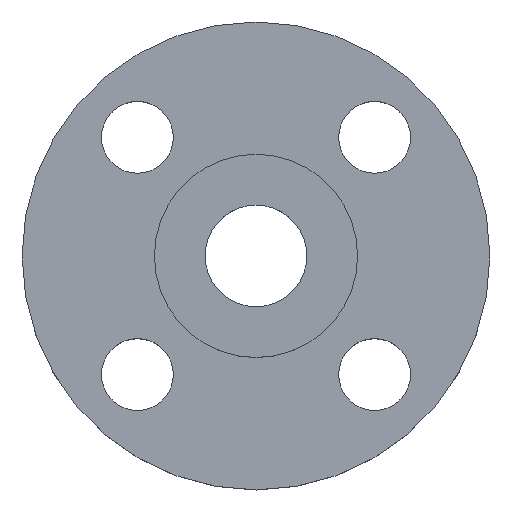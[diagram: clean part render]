
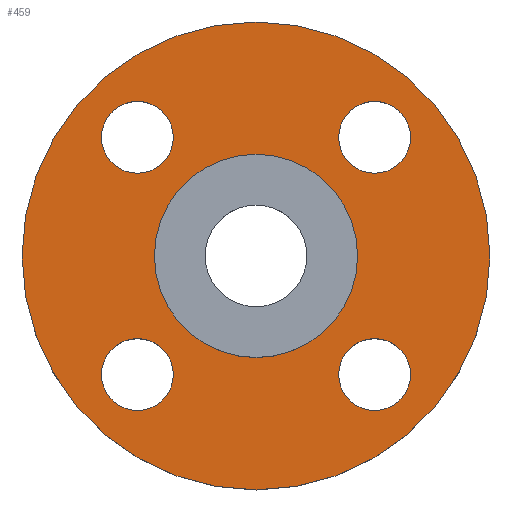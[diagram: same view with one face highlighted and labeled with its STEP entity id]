
A CAD part, top view. The second image highlights one B-rep face of the part: STEP entity #459.
In plain terms, the highlighted planar face has unit normal (0, 0, 1).
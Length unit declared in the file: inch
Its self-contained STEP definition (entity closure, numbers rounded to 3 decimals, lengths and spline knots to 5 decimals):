
#1 = DIRECTION ( 'NONE',  ( -1., 0., 0. ) ) ;
#3 = VERTEX_POINT ( 'NONE', #394 ) ;
#19 = CIRCLE ( 'NONE', #772, 0.375 ) ;
#31 = DIRECTION ( 'NONE',  ( 1., 0., 0. ) ) ;
#49 = EDGE_CURVE ( 'NONE', #545, #232, #648, .T. ) ;
#51 = FACE_BOUND ( 'NONE', #165, .T. ) ;
#60 = CARTESIAN_POINT ( 'NONE',  ( 1.23744, -1.23744, -0.25 ) ) ;
#61 = CIRCLE ( 'NONE', #214, 0.375 ) ;
#67 = CARTESIAN_POINT ( 'NONE',  ( 0., 0., -0.25 ) ) ;
#86 = DIRECTION ( 'NONE',  ( 0., 0., 1. ) ) ;
#88 = ORIENTED_EDGE ( 'NONE', *, *, #236, .T. ) ;
#93 = CARTESIAN_POINT ( 'NONE',  ( -1.06, 0., -0.25 ) ) ;
#96 = EDGE_CURVE ( 'NONE', #139, #304, #61, .T. ) ;
#98 = AXIS2_PLACEMENT_3D ( 'NONE', #416, #108, #180 ) ;
#103 = CARTESIAN_POINT ( 'NONE',  ( 0., 0., -0.25 ) ) ;
#108 = DIRECTION ( 'NONE',  ( 0., 0., 1. ) ) ;
#114 = DIRECTION ( 'NONE',  ( 0., -1., 0. ) ) ;
#121 = CIRCLE ( 'NONE', #676, 2.44 ) ;
#124 = EDGE_LOOP ( 'NONE', ( #330, #88 ) ) ;
#128 = EDGE_CURVE ( 'NONE', #729, #488, #19, .T. ) ;
#129 = DIRECTION ( 'NONE',  ( 0., 0., 1. ) ) ;
#139 = VERTEX_POINT ( 'NONE', #408 ) ;
#148 = EDGE_LOOP ( 'NONE', ( #556, #429 ) ) ;
#153 = EDGE_CURVE ( 'NONE', #476, #341, #727, .T. ) ;
#155 = DIRECTION ( 'NONE',  ( 1., 0., 0. ) ) ;
#162 = AXIS2_PLACEMENT_3D ( 'NONE', #339, #465, #521 ) ;
#163 = PLANE ( 'NONE',  #369 ) ;
#165 = EDGE_LOOP ( 'NONE', ( #699, #360 ) ) ;
#168 = DIRECTION ( 'NONE',  ( 1., 0., 0. ) ) ;
#180 = DIRECTION ( 'NONE',  ( 0., -1., 0. ) ) ;
#185 = DIRECTION ( 'NONE',  ( 0., 0., 1. ) ) ;
#188 = CIRCLE ( 'NONE', #684, 1.06 ) ;
#189 = CIRCLE ( 'NONE', #633, 0.375 ) ;
#191 = EDGE_CURVE ( 'NONE', #625, #787, #188, .T. ) ;
#201 = ORIENTED_EDGE ( 'NONE', *, *, #552, .F. ) ;
#214 = AXIS2_PLACEMENT_3D ( 'NONE', #658, #185, #423 ) ;
#221 = AXIS2_PLACEMENT_3D ( 'NONE', #238, #129, #1 ) ;
#232 = VERTEX_POINT ( 'NONE', #366 ) ;
#233 = FACE_OUTER_BOUND ( 'NONE', #321, .T. ) ;
#234 = CIRCLE ( 'NONE', #221, 0.375 ) ;
#236 = EDGE_CURVE ( 'NONE', #787, #625, #400, .T. ) ;
#238 = CARTESIAN_POINT ( 'NONE',  ( -1.23744, -1.23744, -0.25 ) ) ;
#244 = CARTESIAN_POINT ( 'NONE',  ( 2.44, 0., -0.25 ) ) ;
#245 = EDGE_CURVE ( 'NONE', #3, #572, #121, .T. ) ;
#258 = CARTESIAN_POINT ( 'NONE',  ( 1.23744, 1.23744, -0.25 ) ) ;
#287 = FACE_BOUND ( 'NONE', #148, .T. ) ;
#299 = CIRCLE ( 'NONE', #162, 2.44 ) ;
#304 = VERTEX_POINT ( 'NONE', #502 ) ;
#308 = AXIS2_PLACEMENT_3D ( 'NONE', #60, #742, #114 ) ;
#320 = EDGE_CURVE ( 'NONE', #488, #729, #189, .T. ) ;
#321 = EDGE_LOOP ( 'NONE', ( #751, #473 ) ) ;
#328 = CARTESIAN_POINT ( 'NONE',  ( -1.23744, 0.86244, -0.25 ) ) ;
#330 = ORIENTED_EDGE ( 'NONE', *, *, #191, .T. ) ;
#332 = CARTESIAN_POINT ( 'NONE',  ( 0., 0., -0.25 ) ) ;
#335 = CARTESIAN_POINT ( 'NONE',  ( 1.61244, 1.23744, -0.25 ) ) ;
#339 = CARTESIAN_POINT ( 'NONE',  ( 0., 0., -0.25 ) ) ;
#341 = VERTEX_POINT ( 'NONE', #328 ) ;
#344 = DIRECTION ( 'NONE',  ( 0., 1., 0. ) ) ;
#360 = ORIENTED_EDGE ( 'NONE', *, *, #575, .F. ) ;
#366 = CARTESIAN_POINT ( 'NONE',  ( 1.23744, -0.86244, -0.25 ) ) ;
#369 = AXIS2_PLACEMENT_3D ( 'NONE', #103, #706, #155 ) ;
#372 = EDGE_CURVE ( 'NONE', #572, #3, #299, .T. ) ;
#394 = CARTESIAN_POINT ( 'NONE',  ( -2.44, 0., -0.25 ) ) ;
#400 = CIRCLE ( 'NONE', #674, 1.06 ) ;
#408 = CARTESIAN_POINT ( 'NONE',  ( -1.61244, -1.23744, -0.25 ) ) ;
#416 = CARTESIAN_POINT ( 'NONE',  ( 1.23744, -1.23744, -0.25 ) ) ;
#423 = DIRECTION ( 'NONE',  ( -1., 0., 0. ) ) ;
#429 = ORIENTED_EDGE ( 'NONE', *, *, #714, .F. ) ;
#459 = ADVANCED_FACE ( 'NONE', ( #51, #460, #287, #528, #469, #233 ), #163, .T. ) ;
#460 = FACE_BOUND ( 'NONE', #715, .T. ) ;
#465 = DIRECTION ( 'NONE',  ( 0., 0., 1. ) ) ;
#467 = DIRECTION ( 'NONE',  ( 1., 0., 0. ) ) ;
#469 = FACE_BOUND ( 'NONE', #124, .T. ) ;
#471 = DIRECTION ( 'NONE',  ( 0., 0., 1. ) ) ;
#473 = ORIENTED_EDGE ( 'NONE', *, *, #245, .T. ) ;
#475 = CARTESIAN_POINT ( 'NONE',  ( 1.23744, 1.23744, -0.25 ) ) ;
#476 = VERTEX_POINT ( 'NONE', #713 ) ;
#487 = DIRECTION ( 'NONE',  ( 0., 0., 1. ) ) ;
#488 = VERTEX_POINT ( 'NONE', #335 ) ;
#494 = CARTESIAN_POINT ( 'NONE',  ( 0.86244, 1.23744, -0.25 ) ) ;
#495 = ORIENTED_EDGE ( 'NONE', *, *, #96, .F. ) ;
#502 = CARTESIAN_POINT ( 'NONE',  ( -0.86244, -1.23744, -0.25 ) ) ;
#503 = ORIENTED_EDGE ( 'NONE', *, *, #128, .F. ) ;
#509 = CARTESIAN_POINT ( 'NONE',  ( 1.06, 0., -0.25 ) ) ;
#511 = AXIS2_PLACEMENT_3D ( 'NONE', #632, #86, #623 ) ;
#514 = DIRECTION ( 'NONE',  ( 1., 0., 0. ) ) ;
#521 = DIRECTION ( 'NONE',  ( 1., 0., 0. ) ) ;
#527 = CARTESIAN_POINT ( 'NONE',  ( 0., 0., -0.25 ) ) ;
#528 = FACE_BOUND ( 'NONE', #767, .T. ) ;
#545 = VERTEX_POINT ( 'NONE', #783 ) ;
#552 = EDGE_CURVE ( 'NONE', #304, #139, #234, .T. ) ;
#556 = ORIENTED_EDGE ( 'NONE', *, *, #153, .F. ) ;
#572 = VERTEX_POINT ( 'NONE', #244 ) ;
#575 = EDGE_CURVE ( 'NONE', #232, #545, #670, .T. ) ;
#602 = CIRCLE ( 'NONE', #511, 0.375 ) ;
#618 = ORIENTED_EDGE ( 'NONE', *, *, #320, .F. ) ;
#623 = DIRECTION ( 'NONE',  ( 0., 1., 0. ) ) ;
#625 = VERTEX_POINT ( 'NONE', #509 ) ;
#632 = CARTESIAN_POINT ( 'NONE',  ( -1.23744, 1.23744, -0.25 ) ) ;
#633 = AXIS2_PLACEMENT_3D ( 'NONE', #258, #753, #514 ) ;
#634 = DIRECTION ( 'NONE',  ( 1., 0., 0. ) ) ;
#648 = CIRCLE ( 'NONE', #98, 0.375 ) ;
#658 = CARTESIAN_POINT ( 'NONE',  ( -1.23744, -1.23744, -0.25 ) ) ;
#670 = CIRCLE ( 'NONE', #308, 0.375 ) ;
#674 = AXIS2_PLACEMENT_3D ( 'NONE', #332, #679, #31 ) ;
#676 = AXIS2_PLACEMENT_3D ( 'NONE', #67, #487, #634 ) ;
#679 = DIRECTION ( 'NONE',  ( 0., 0., -1. ) ) ;
#684 = AXIS2_PLACEMENT_3D ( 'NONE', #527, #774, #168 ) ;
#699 = ORIENTED_EDGE ( 'NONE', *, *, #49, .F. ) ;
#706 = DIRECTION ( 'NONE',  ( 0., 0., 1. ) ) ;
#713 = CARTESIAN_POINT ( 'NONE',  ( -1.23744, 1.61244, -0.25 ) ) ;
#714 = EDGE_CURVE ( 'NONE', #341, #476, #602, .T. ) ;
#715 = EDGE_LOOP ( 'NONE', ( #495, #201 ) ) ;
#727 = CIRCLE ( 'NONE', #785, 0.375 ) ;
#729 = VERTEX_POINT ( 'NONE', #494 ) ;
#742 = DIRECTION ( 'NONE',  ( 0., 0., 1. ) ) ;
#751 = ORIENTED_EDGE ( 'NONE', *, *, #372, .T. ) ;
#753 = DIRECTION ( 'NONE',  ( 0., 0., 1. ) ) ;
#767 = EDGE_LOOP ( 'NONE', ( #618, #503 ) ) ;
#772 = AXIS2_PLACEMENT_3D ( 'NONE', #475, #777, #467 ) ;
#774 = DIRECTION ( 'NONE',  ( 0., 0., -1. ) ) ;
#777 = DIRECTION ( 'NONE',  ( 0., 0., 1. ) ) ;
#781 = CARTESIAN_POINT ( 'NONE',  ( -1.23744, 1.23744, -0.25 ) ) ;
#783 = CARTESIAN_POINT ( 'NONE',  ( 1.23744, -1.61244, -0.25 ) ) ;
#785 = AXIS2_PLACEMENT_3D ( 'NONE', #781, #471, #344 ) ;
#787 = VERTEX_POINT ( 'NONE', #93 ) ;
